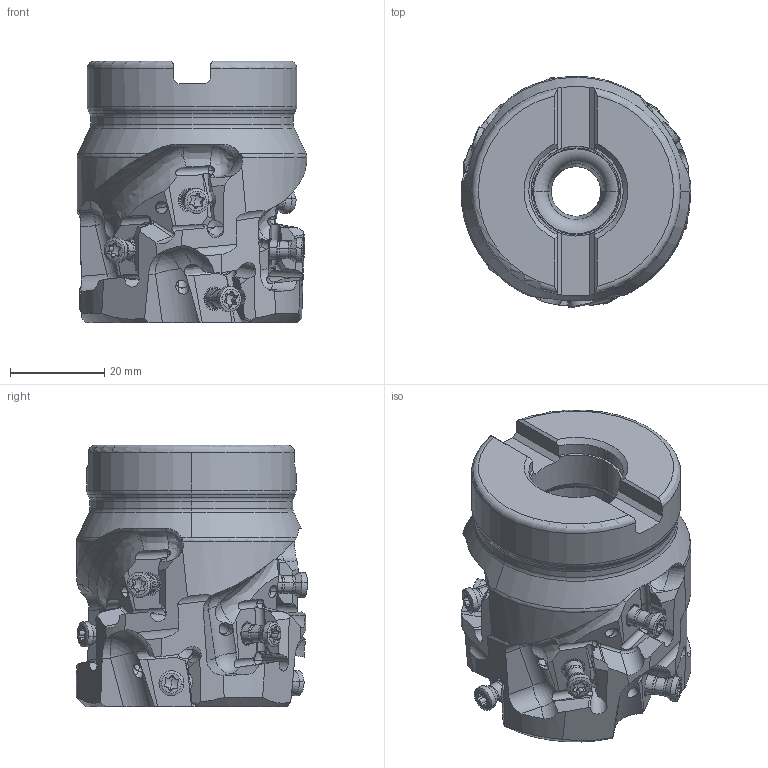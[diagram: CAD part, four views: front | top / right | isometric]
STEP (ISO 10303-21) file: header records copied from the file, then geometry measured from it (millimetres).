
FILE_DESCRIPTION(/* description */ (''),/* implementation_level */ '2;1');
FILE_NAME(/* name */ 'VPX300UR2_0003AA1209.stp',/* time_stamp */ '2021-06-22T11:13:31+09:00',/* author */ (''),/* organization */ (''),/* preprocessor_version */ 'ST-DEVELOPER v16',/* originating_system */ 'SIEMENS PLM Software NX 10.0',/* authorisation */ '');
FILE_SCHEMA (('AUTOMOTIVE_DESIGN { 1 0 10303 214 3 1 1 1 }'));
Length unit declared in the file: millimetre
Products named in the file (1): VPX300UR2_0003AA1209_ASM
Bounding box: 48.79 x 49.07 x 55.55 mm (x, y, z)
Volume: 66442.7 mm3; surface area: 19362.7 mm2
Topology: 10 solids, 10 shells, 1037 faces, 2895 edges, 1866 vertices
Faces by surface type: cylinder 475, plane 274, cone 119, sphere 75, torus 68, bspline 20, extrusion 6
Entity records: 42993 total; most frequent: CARTESIAN_POINT 16857, ORIENTED_EDGE 5658, DIRECTION 5248, EDGE_CURVE 2829, AXIS2_PLACEMENT_3D 2140, VERTEX_POINT 1854, EDGE_LOOP 1099, ADVANCED_FACE 1037
